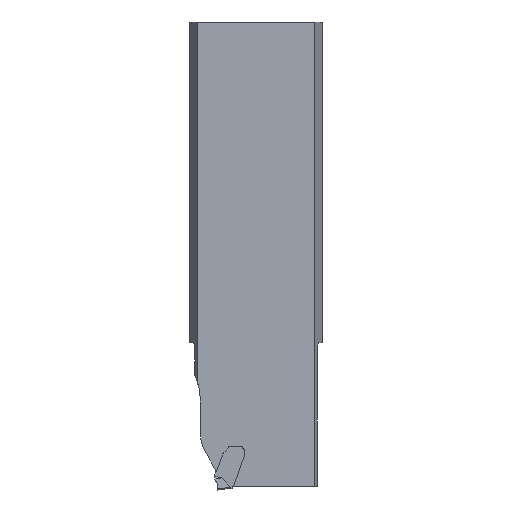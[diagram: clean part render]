
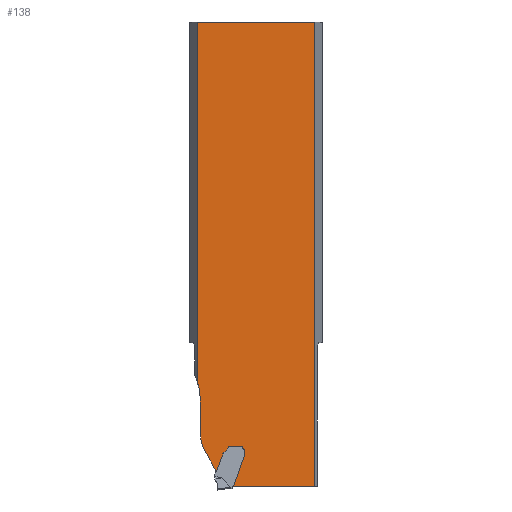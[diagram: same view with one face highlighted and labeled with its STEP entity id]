
A CAD part, left-side view. The second image highlights one B-rep face of the part: STEP entity #138.
In plain terms, the highlighted planar face has unit normal (-1, 0, 0).
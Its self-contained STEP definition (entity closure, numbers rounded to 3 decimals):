
#138=ADVANCED_FACE('SHANKHEAD_FACE_LEFT',(#248),#209,.T.);
#209=PLANE('',#1594);
#248=FACE_OUTER_BOUND('',#321,.T.);
#321=EDGE_LOOP('',(#739,#740,#741,#742,#743,#744,#745,#746,#747,#748,#749,
#750,#751,#752,#753,#754,#755,#756,#757,#758,#759,#760,#761,#762));
#394=ELLIPSE('',#1589,1.32,1.);
#395=ELLIPSE('',#1593,1.46,1.);
#416=B_SPLINE_CURVE_WITH_KNOTS('',5,(#2212,#2213,#2214,#2215,#2216,#2217),
 .UNSPECIFIED.,.F.,.F.,(6,6),(0.,1.),.UNSPECIFIED.);
#417=B_SPLINE_CURVE_WITH_KNOTS('',5,(#2239,#2240,#2241,#2242,#2243,#2244),
 .UNSPECIFIED.,.F.,.F.,(6,6),(0.,1.),.UNSPECIFIED.);
#463=LINE('',#2198,#587);
#464=LINE('',#2200,#588);
#465=LINE('',#2204,#589);
#466=LINE('',#2208,#590);
#467=LINE('',#2221,#591);
#468=LINE('',#2225,#592);
#469=LINE('',#2227,#593);
#470=LINE('',#2229,#594);
#471=LINE('',#2235,#595);
#472=LINE('',#2246,#596);
#473=LINE('',#2248,#597);
#474=LINE('',#2250,#598);
#475=LINE('',#2252,#599);
#587=VECTOR('',#1767,1.);
#588=VECTOR('',#1768,1.);
#589=VECTOR('',#1771,1.);
#590=VECTOR('',#1774,1.);
#591=VECTOR('',#1779,1.);
#592=VECTOR('',#1782,1.);
#593=VECTOR('',#1783,1.);
#594=VECTOR('',#1784,1.);
#595=VECTOR('',#1789,1.);
#596=VECTOR('',#1792,1.);
#597=VECTOR('',#1793,1.);
#598=VECTOR('',#1794,1.);
#599=VECTOR('',#1795,1.);
#739=ORIENTED_EDGE('',*,*,#1281,.F.);
#740=ORIENTED_EDGE('',*,*,#1271,.T.);
#741=ORIENTED_EDGE('',*,*,#1282,.T.);
#742=ORIENTED_EDGE('',*,*,#1283,.T.);
#743=ORIENTED_EDGE('',*,*,#1284,.T.);
#744=ORIENTED_EDGE('',*,*,#1285,.T.);
#745=ORIENTED_EDGE('',*,*,#1286,.F.);
#746=ORIENTED_EDGE('',*,*,#1287,.F.);
#747=ORIENTED_EDGE('',*,*,#1288,.T.);
#748=ORIENTED_EDGE('',*,*,#1289,.T.);
#749=ORIENTED_EDGE('',*,*,#1290,.F.);
#750=ORIENTED_EDGE('',*,*,#1291,.T.);
#751=ORIENTED_EDGE('',*,*,#1292,.F.);
#752=ORIENTED_EDGE('',*,*,#1293,.F.);
#753=ORIENTED_EDGE('',*,*,#1294,.F.);
#754=ORIENTED_EDGE('',*,*,#1295,.T.);
#755=ORIENTED_EDGE('',*,*,#1296,.F.);
#756=ORIENTED_EDGE('',*,*,#1297,.F.);
#757=ORIENTED_EDGE('',*,*,#1298,.F.);
#758=ORIENTED_EDGE('',*,*,#1299,.F.);
#759=ORIENTED_EDGE('',*,*,#1300,.F.);
#760=ORIENTED_EDGE('',*,*,#1301,.T.);
#761=ORIENTED_EDGE('',*,*,#1302,.T.);
#762=ORIENTED_EDGE('',*,*,#1303,.T.);
#1135=VERTEX_POINT('',#2180);
#1136=VERTEX_POINT('',#2181);
#1141=VERTEX_POINT('',#2199);
#1142=VERTEX_POINT('',#2201);
#1143=VERTEX_POINT('',#2203);
#1144=VERTEX_POINT('',#2205);
#1145=VERTEX_POINT('',#2207);
#1146=VERTEX_POINT('',#2209);
#1147=VERTEX_POINT('',#2211);
#1148=VERTEX_POINT('',#2218);
#1149=VERTEX_POINT('',#2220);
#1150=VERTEX_POINT('',#2222);
#1151=VERTEX_POINT('',#2224);
#1152=VERTEX_POINT('',#2226);
#1153=VERTEX_POINT('',#2228);
#1154=VERTEX_POINT('',#2230);
#1155=VERTEX_POINT('',#2232);
#1156=VERTEX_POINT('',#2234);
#1157=VERTEX_POINT('',#2236);
#1158=VERTEX_POINT('',#2238);
#1159=VERTEX_POINT('',#2245);
#1160=VERTEX_POINT('',#2247);
#1161=VERTEX_POINT('',#2249);
#1162=VERTEX_POINT('',#2251);
#1271=EDGE_CURVE('',#1135,#1136,#1455,.T.);
#1281=EDGE_CURVE('',#1135,#1141,#463,.T.);
#1282=EDGE_CURVE('',#1136,#1142,#464,.T.);
#1283=EDGE_CURVE('',#1142,#1143,#1456,.T.);
#1284=EDGE_CURVE('',#1143,#1144,#465,.T.);
#1285=EDGE_CURVE('',#1144,#1145,#1457,.T.);
#1286=EDGE_CURVE('',#1146,#1145,#466,.T.);
#1287=EDGE_CURVE('',#1147,#1146,#1458,.T.);
#1288=EDGE_CURVE('',#1147,#1148,#416,.T.);
#1289=EDGE_CURVE('',#1148,#1149,#394,.T.);
#1290=EDGE_CURVE('',#1150,#1149,#467,.T.);
#1291=EDGE_CURVE('',#1150,#1151,#1459,.T.);
#1292=EDGE_CURVE('',#1152,#1151,#468,.T.);
#1293=EDGE_CURVE('',#1153,#1152,#469,.T.);
#1294=EDGE_CURVE('',#1154,#1153,#470,.T.);
#1295=EDGE_CURVE('',#1154,#1155,#1460,.T.);
#1296=EDGE_CURVE('',#1156,#1155,#1461,.T.);
#1297=EDGE_CURVE('',#1157,#1156,#471,.T.);
#1298=EDGE_CURVE('',#1158,#1157,#395,.T.);
#1299=EDGE_CURVE('',#1159,#1158,#417,.T.);
#1300=EDGE_CURVE('',#1160,#1159,#472,.T.);
#1301=EDGE_CURVE('',#1160,#1161,#473,.T.);
#1302=EDGE_CURVE('',#1161,#1162,#474,.T.);
#1303=EDGE_CURVE('',#1162,#1141,#475,.T.);
#1455=CIRCLE('',#1579,13.);
#1456=CIRCLE('',#1586,10.);
#1457=CIRCLE('',#1587,0.491);
#1458=CIRCLE('',#1588,1.);
#1459=CIRCLE('',#1590,0.8);
#1460=CIRCLE('',#1591,0.5);
#1461=CIRCLE('',#1592,0.75);
#1579=AXIS2_PLACEMENT_3D('',#2179,#1747,#1748);
#1586=AXIS2_PLACEMENT_3D('',#2202,#1769,#1770);
#1587=AXIS2_PLACEMENT_3D('',#2206,#1772,#1773);
#1588=AXIS2_PLACEMENT_3D('',#2210,#1775,#1776);
#1589=AXIS2_PLACEMENT_3D('',#2219,#1777,#1778);
#1590=AXIS2_PLACEMENT_3D('',#2223,#1780,#1781);
#1591=AXIS2_PLACEMENT_3D('',#2231,#1785,#1786);
#1592=AXIS2_PLACEMENT_3D('',#2233,#1787,#1788);
#1593=AXIS2_PLACEMENT_3D('',#2237,#1790,#1791);
#1594=AXIS2_PLACEMENT_3D('',#2253,#1796,#1797);
#1747=DIRECTION('',(1.,0.,0.));
#1748=DIRECTION('',(0.,1.,0.));
#1767=DIRECTION('',(0.,0.,1.));
#1768=DIRECTION('',(0.,0.,-1.));
#1769=DIRECTION('',(-1.,0.,0.));
#1770=DIRECTION('',(0.,1.,0.));
#1771=DIRECTION('',(0.,-0.5,-0.866));
#1772=DIRECTION('',(-1.,0.,0.));
#1773=DIRECTION('',(0.,1.,0.));
#1774=DIRECTION('',(0.,0.342,-0.94));
#1775=DIRECTION('',(-1.,0.,0.));
#1776=DIRECTION('',(0.,1.,0.));
#1777=DIRECTION('',(1.,0.,0.));
#1778=DIRECTION('',(0.,-0.707,0.707));
#1779=DIRECTION('',(0.,0.707,-0.707));
#1780=DIRECTION('',(-1.,0.,0.));
#1781=DIRECTION('',(0.,1.,0.));
#1782=DIRECTION('',(0.,0.,-1.));
#1783=DIRECTION('',(0.,1.,0.));
#1784=DIRECTION('',(0.,0.,1.));
#1785=DIRECTION('',(-1.,0.,0.));
#1786=DIRECTION('',(0.,1.,0.));
#1787=DIRECTION('',(-1.,0.,0.));
#1788=DIRECTION('',(0.,1.,0.));
#1789=DIRECTION('',(0.,0.,1.));
#1790=DIRECTION('',(-1.,0.,0.));
#1791=DIRECTION('',(0.,0.,-1.));
#1792=DIRECTION('',(0.,-0.342,0.94));
#1793=DIRECTION('',(0.,-1.,0.));
#1794=DIRECTION('',(0.,0.,1.));
#1795=DIRECTION('',(0.,1.,0.));
#1796=DIRECTION('',(-1.,0.,0.));
#1797=DIRECTION('',(0.,1.,0.));
#2179=CARTESIAN_POINT('',(-8.,42.075,-88.6));
#2180=CARTESIAN_POINT('',(-8.,29.756,-84.445));
#2181=CARTESIAN_POINT('',(-8.,29.075,-88.6));
#2198=CARTESIAN_POINT('',(-8.,29.756,-121.));
#2199=CARTESIAN_POINT('',(-8.,29.756,0.));
#2200=CARTESIAN_POINT('',(-8.,29.075,-129.8));
#2201=CARTESIAN_POINT('',(-8.,29.075,-96.291));
#2202=CARTESIAN_POINT('',(-8.,19.075,-96.291));
#2203=CARTESIAN_POINT('',(-8.,27.735,-101.291));
#2204=CARTESIAN_POINT('',(-8.,18.431,-117.405));
#2205=CARTESIAN_POINT('',(-8.,25.276,-105.55));
#2206=CARTESIAN_POINT('',(-8.,25.619,-105.199));
#2207=CARTESIAN_POINT('',(-8.,25.158,-105.367));
#2208=CARTESIAN_POINT('',(-8.,34.735,-131.68));
#2209=CARTESIAN_POINT('',(-8.,23.765,-101.538));
#2210=CARTESIAN_POINT('',(-8.,22.825,-101.88));
#2211=CARTESIAN_POINT('',(-8.,23.682,-101.365));
#2212=CARTESIAN_POINT('',(-8.,23.682,-101.365));
#2213=CARTESIAN_POINT('',(-8.,23.675,-101.354));
#2214=CARTESIAN_POINT('',(-8.,23.668,-101.343));
#2215=CARTESIAN_POINT('',(-8.,23.661,-101.332));
#2216=CARTESIAN_POINT('',(-8.,23.653,-101.322));
#2217=CARTESIAN_POINT('',(-8.,23.646,-101.311));
#2218=CARTESIAN_POINT('',(-8.,23.646,-101.311));
#2219=CARTESIAN_POINT('',(-8.,22.778,-101.834));
#2220=CARTESIAN_POINT('',(-8.,23.486,-101.127));
#2221=CARTESIAN_POINT('',(-8.,46.029,-123.671));
#2222=CARTESIAN_POINT('',(-8.,22.704,-100.346));
#2223=CARTESIAN_POINT('',(-8.,23.27,-99.78));
#2224=CARTESIAN_POINT('',(-8.,22.47,-99.78));
#2225=CARTESIAN_POINT('',(-8.,22.47,-129.8));
#2226=CARTESIAN_POINT('',(-8.,22.47,-99.68));
#2227=CARTESIAN_POINT('',(-8.,39.9,-99.68));
#2228=CARTESIAN_POINT('',(-8.,19.169,-99.68));
#2229=CARTESIAN_POINT('',(-8.,19.169,-129.8));
#2230=CARTESIAN_POINT('',(-8.,19.169,-99.88));
#2231=CARTESIAN_POINT('',(-8.,18.669,-99.88));
#2232=CARTESIAN_POINT('',(-8.,18.969,-100.28));
#2233=CARTESIAN_POINT('',(-8.,19.419,-100.88));
#2234=CARTESIAN_POINT('',(-8.,18.669,-100.88));
#2235=CARTESIAN_POINT('',(-8.,18.669,-129.8));
#2236=CARTESIAN_POINT('',(-8.,18.669,-101.685));
#2237=CARTESIAN_POINT('',(-8.,19.669,-101.685));
#2238=CARTESIAN_POINT('',(-8.,18.705,-102.072));
#2239=CARTESIAN_POINT('',(-8.,18.73,-102.162));
#2240=CARTESIAN_POINT('',(-8.,18.723,-102.144));
#2241=CARTESIAN_POINT('',(-8.,18.718,-102.127));
#2242=CARTESIAN_POINT('',(-8.,18.713,-102.109));
#2243=CARTESIAN_POINT('',(-8.,18.709,-102.09));
#2244=CARTESIAN_POINT('',(-8.,18.705,-102.072));
#2245=CARTESIAN_POINT('',(-8.,18.73,-102.162));
#2246=CARTESIAN_POINT('',(-8.,30.089,-133.371));
#2247=CARTESIAN_POINT('',(-8.,21.272,-109.148));
#2248=CARTESIAN_POINT('',(-8.,39.9,-109.148));
#2249=CARTESIAN_POINT('',(-8.,2.144,-109.148));
#2250=CARTESIAN_POINT('',(-8.,2.144,-121.));
#2251=CARTESIAN_POINT('',(-8.,2.144,0.));
#2252=CARTESIAN_POINT('',(-8.,39.9,0.));
#2253=CARTESIAN_POINT('',(-8.,39.9,-129.8));
